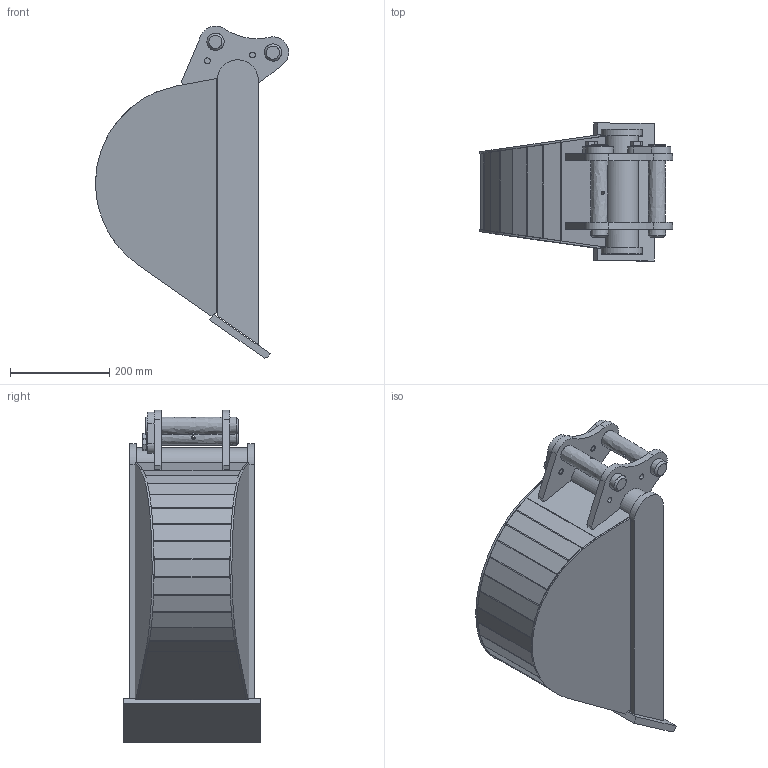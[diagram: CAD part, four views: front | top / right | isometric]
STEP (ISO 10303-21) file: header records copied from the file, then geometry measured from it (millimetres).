
FILE_DESCRIPTION(('FreeCAD Model'),'2;1');
FILE_NAME('Open CASCADE Shape Model','2025-05-08T09:08:55',('FreeCAD'),( 'FreeCAD'),'Open CASCADE STEP processor 7.6','FreeCAD','Unknown');
FILE_SCHEMA(('AUTOMOTIVE_DESIGN { 1 0 10303 214 1 1 1 1 }'));
Length unit declared in the file: millimetre
Products named in the file (1): Open CASCADE STEP translator 7.6 1
Bounding box: 389.93 x 278.47 x 670.15 mm (x, y, z)
Volume: 4106791 mm3; surface area: 1221721.6 mm2
Topology: 20 solids, 20 shells, 383 faces, 849 edges, 516 vertices
Faces by surface type: bspline 383
Entity records: 12118 total; most frequent: CARTESIAN_POINT 6995, ORIENTED_EDGE 1690, EDGE_CURVE 845, B_SPLINE_CURVE_WITH_KNOTS 559, VERTEX_POINT 516, FACE_BOUND 439, EDGE_LOOP 439, ADVANCED_FACE 383
